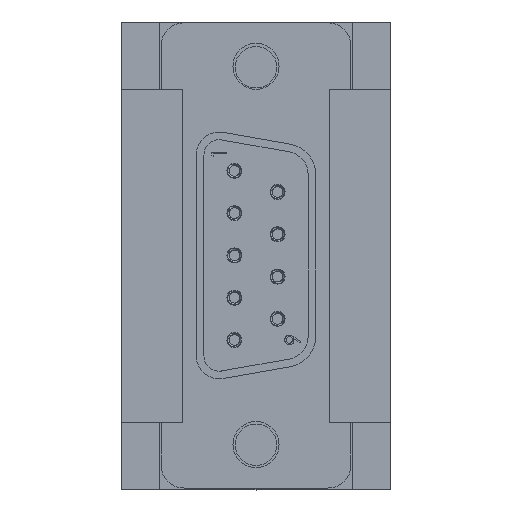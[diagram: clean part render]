
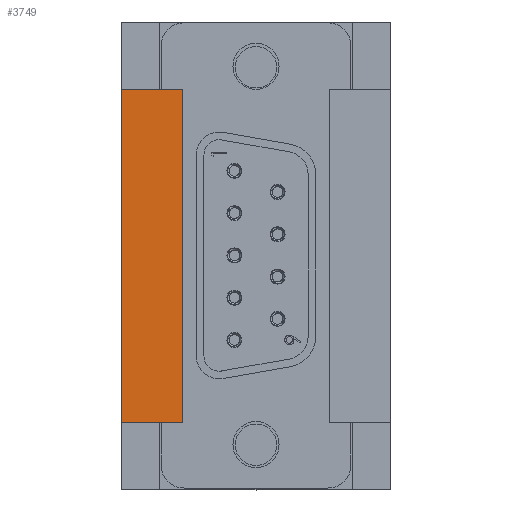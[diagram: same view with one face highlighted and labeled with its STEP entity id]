
A CAD part, left-side view. The second image highlights one B-rep face of the part: STEP entity #3749.
In plain terms, the highlighted planar face has unit normal (-1, 0, 0).
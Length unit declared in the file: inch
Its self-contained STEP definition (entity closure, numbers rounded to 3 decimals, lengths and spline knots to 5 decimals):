
#2957 = VERTEX_POINT ( 'NONE', #11334 ) ;
#2962 = VERTEX_POINT ( 'NONE', #11325 ) ;
#3031 = EDGE_CURVE ( 'NONE', #2962, #2957, #11642, .T. ) ;
#3479 = VERTEX_POINT ( 'NONE', #12258 ) ;
#3642 = EDGE_CURVE ( 'NONE', #2962, #3479, #12322, .T. ) ;
#3659 = ORIENTED_EDGE ( 'NONE', *, *, #3740, .T. ) ;
#3660 = VERTEX_POINT ( 'NONE', #12567 ) ;
#3697 = EDGE_CURVE ( 'NONE', #3698, #3660, #12517, .T. ) ;
#3698 = VERTEX_POINT ( 'NONE', #12513 ) ;
#3699 = ORIENTED_EDGE ( 'NONE', *, *, #3700, .T. ) ;
#3700 = EDGE_CURVE ( 'NONE', #3698, #3479, #12512, .T. ) ;
#3718 = ORIENTED_EDGE ( 'NONE', *, *, #3719, .F. ) ;
#3719 = EDGE_CURVE ( 'NONE', #3660, #3756, #12604, .T. ) ;
#3720 = ORIENTED_EDGE ( 'NONE', *, *, #3697, .F. ) ;
#3724 = ORIENTED_EDGE ( 'NONE', *, *, #3642, .F. ) ;
#3725 = ORIENTED_EDGE ( 'NONE', *, *, #3031, .T. ) ;
#3740 = EDGE_CURVE ( 'NONE', #2957, #3756, #12496, .T. ) ;
#3749 = ADVANCED_FACE ( 'NONE', ( #12836 ), #12835, .F. ) ;
#3750 = EDGE_LOOP ( 'NONE', ( #3724, #3725, #3659, #3718, #3720, #3699 ) ) ;
#3756 = VERTEX_POINT ( 'NONE', #12671 ) ;
#11325 = CARTESIAN_POINT ( 'NONE',  ( -0.79, 0.35, 0.434 ) ) ;
#11334 = CARTESIAN_POINT ( 'NONE',  ( -0.79, 0.35, -0.434 ) ) ;
#11639 = DIRECTION ( 'NONE',  ( 0., 0., -1. ) ) ;
#11640 = VECTOR ( 'NONE', #11639, 39.37008 ) ;
#11641 = CARTESIAN_POINT ( 'NONE',  ( -0.79, 0.35, 0.434 ) ) ;
#11642 = LINE ( 'NONE', #11641, #11640 ) ;
#12258 = CARTESIAN_POINT ( 'NONE',  ( -0.79, 0.25, 0.43395 ) ) ;
#12319 = DIRECTION ( 'NONE',  ( 0., -1., 0. ) ) ;
#12320 = VECTOR ( 'NONE', #12319, 39.37008 ) ;
#12321 = CARTESIAN_POINT ( 'NONE',  ( -0.79, 0.35, 0.434 ) ) ;
#12322 = LINE ( 'NONE', #12321, #12320 ) ;
#12493 = DIRECTION ( 'NONE',  ( 0., -1., 0. ) ) ;
#12494 = VECTOR ( 'NONE', #12493, 39.37008 ) ;
#12495 = CARTESIAN_POINT ( 'NONE',  ( -0.79, 0.34957, -0.434 ) ) ;
#12496 = LINE ( 'NONE', #12495, #12494 ) ;
#12509 = DIRECTION ( 'NONE',  ( 0., 1., 0. ) ) ;
#12510 = VECTOR ( 'NONE', #12509, 39.37008 ) ;
#12511 = CARTESIAN_POINT ( 'NONE',  ( -0.79, 0.19, 0.43395 ) ) ;
#12512 = LINE ( 'NONE', #12511, #12510 ) ;
#12513 = CARTESIAN_POINT ( 'NONE',  ( -0.79, 0.19, 0.43395 ) ) ;
#12514 = DIRECTION ( 'NONE',  ( 0., 0., -1. ) ) ;
#12515 = VECTOR ( 'NONE', #12514, 39.37008 ) ;
#12516 = CARTESIAN_POINT ( 'NONE',  ( -0.79, 0.19, 0.43395 ) ) ;
#12517 = LINE ( 'NONE', #12516, #12515 ) ;
#12567 = CARTESIAN_POINT ( 'NONE',  ( -0.79, 0.19, -0.43395 ) ) ;
#12601 = DIRECTION ( 'NONE',  ( 0., 1., 0. ) ) ;
#12602 = VECTOR ( 'NONE', #12601, 39.37008 ) ;
#12603 = CARTESIAN_POINT ( 'NONE',  ( -0.79, 0.19, -0.43395 ) ) ;
#12604 = LINE ( 'NONE', #12603, #12602 ) ;
#12655 = DIRECTION ( 'NONE',  ( 0., 1., 0. ) ) ;
#12656 = DIRECTION ( 'NONE',  ( 1., 0., 0. ) ) ;
#12657 = CARTESIAN_POINT ( 'NONE',  ( -0.79, 0.35, 0.434 ) ) ;
#12658 = AXIS2_PLACEMENT_3D ( 'NONE', #12657, #12656, #12655 ) ;
#12671 = CARTESIAN_POINT ( 'NONE',  ( -0.79, 0.25, -0.43395 ) ) ;
#12835 = PLANE ( 'NONE',  #12658 ) ;
#12836 = FACE_OUTER_BOUND ( 'NONE', #3750, .T. ) ;
